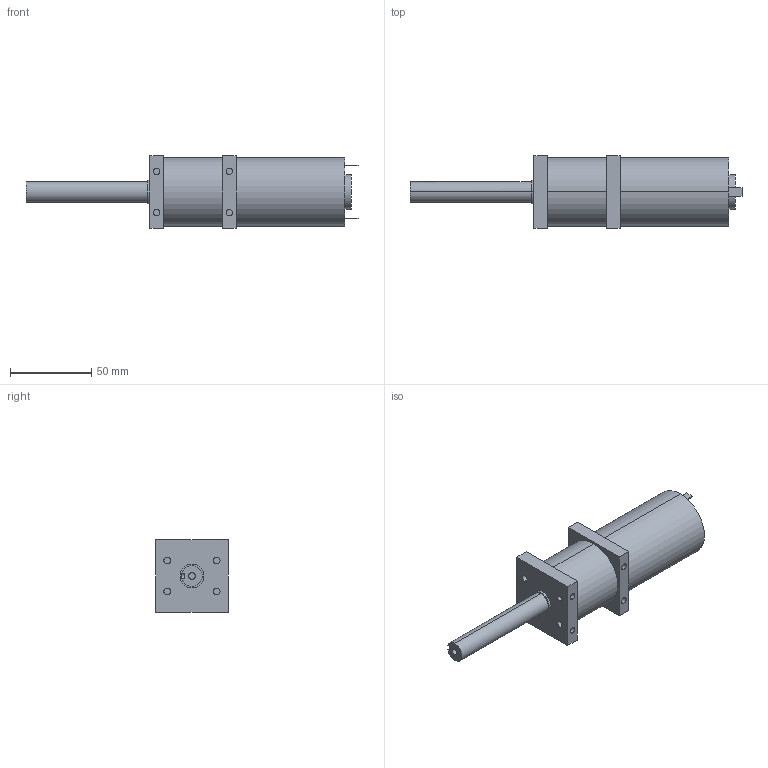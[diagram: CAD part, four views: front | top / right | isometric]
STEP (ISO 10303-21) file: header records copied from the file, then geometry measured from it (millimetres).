
FILE_DESCRIPTION (( 'STEP AP203' ), '1' );
FILE_NAME ('NTB42-20-421420000.STEP', '2009-07-13T21:00:00', ( 'Pete Smith' ), ( 'Kitbots' ), 'SwSTEP 2.0', 'SolidWorks 2002264', '' );
FILE_SCHEMA (( 'CONFIG_CONTROL_DESIGN' ));
Length unit declared in the file: millimetre
Products named in the file (1): NTB42-20-421420000
Bounding box: 204.2 x 44.4 x 44.4 mm (x, y, z)
Volume: 185177.1 mm3; surface area: 26904.4 mm2
Topology: 1 solids, 1 shells, 79 faces, 192 edges, 128 vertices
Faces by surface type: plane 42, cylinder 37
Entity records: 2672 total; most frequent: CARTESIAN_POINT 673, DIRECTION 409, ORIENTED_EDGE 384, EDGE_CURVE 192, AXIS2_PLACEMENT_3D 154, VERTEX_POINT 128, LINE 101, VECTOR 101
